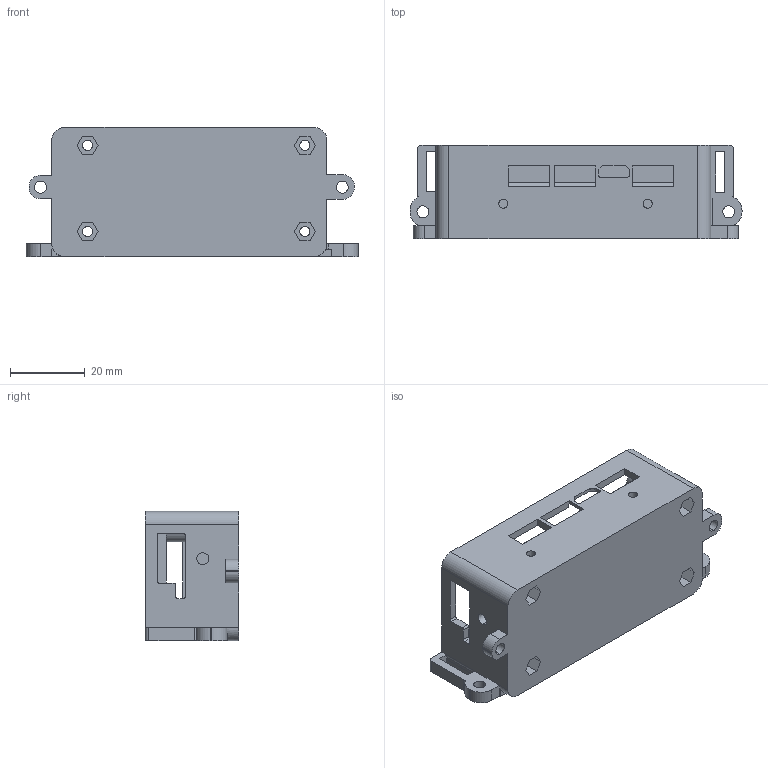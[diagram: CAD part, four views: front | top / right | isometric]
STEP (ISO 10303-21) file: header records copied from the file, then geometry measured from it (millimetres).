
FILE_DESCRIPTION (( 'STEP AP214' ), '1' );
FILE_NAME ('BOT_NO_LETTERS_290424.STEP', '2024-04-29T21:07:14', ( '' ), ( '' ), 'SwSTEP 2.0', 'SolidWorks 2023', '' );
FILE_SCHEMA (( 'AUTOMOTIVE_DESIGN' ));
Length unit declared in the file: millimetre
Products named in the file (1): BOT_NO_LETTERS_290424
Bounding box: 88.61 x 25 x 34.5 mm (x, y, z)
Volume: 16805.5 mm3; surface area: 17970.9 mm2
Topology: 1 solids, 1 shells, 283 faces, 815 edges, 542 vertices
Faces by surface type: plane 189, cylinder 94
Entity records: 9383 total; most frequent: CARTESIAN_POINT 1650, ORIENTED_EDGE 1630, DIRECTION 1575, EDGE_CURVE 815, VECTOR 617, LINE 617, VERTEX_POINT 542, AXIS2_PLACEMENT_3D 479
